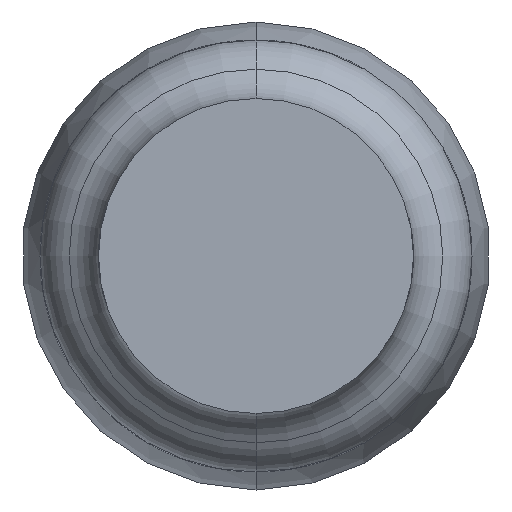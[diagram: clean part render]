
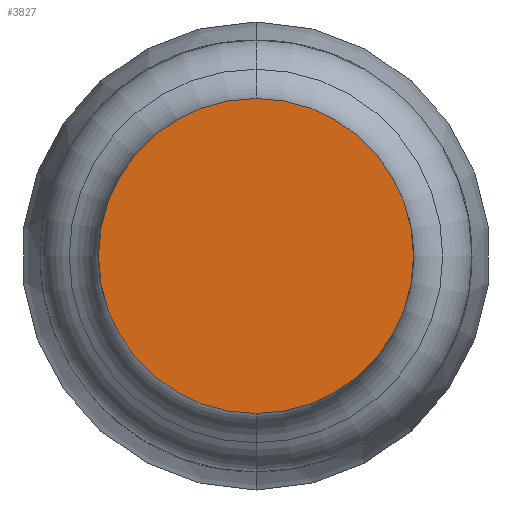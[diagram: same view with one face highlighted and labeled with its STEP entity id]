
A CAD part, front view. The second image highlights one B-rep face of the part: STEP entity #3827.
In plain terms, the highlighted planar face has unit normal (0, -1, 0).
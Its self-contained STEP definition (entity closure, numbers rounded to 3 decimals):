
#151 = ORIENTED_EDGE ( 'NONE', *, *, #2105, .F. ) ;
#194 = CARTESIAN_POINT ( 'NONE',  ( 0., -40.637, 0. ) ) ;
#219 = CARTESIAN_POINT ( 'NONE',  ( 0., -40.637, -0.35 ) ) ;
#486 = DIRECTION ( 'NONE',  ( 0., 1., 0. ) ) ;
#513 = DIRECTION ( 'NONE',  ( 0., 0., 1. ) ) ;
#1026 = FACE_OUTER_BOUND ( 'NONE', #3443, .T. ) ;
#1092 = AXIS2_PLACEMENT_3D ( 'NONE', #1753, #1724, #2392 ) ;
#1131 = VERTEX_POINT ( 'NONE', #219 ) ;
#1468 = CARTESIAN_POINT ( 'NONE',  ( 0., -40.637, 0. ) ) ;
#1503 = CIRCLE ( 'NONE', #2278, 0.35 ) ;
#1724 = DIRECTION ( 'NONE',  ( 0., 1., 0. ) ) ;
#1753 = CARTESIAN_POINT ( 'NONE',  ( 0., -40.637, 0. ) ) ;
#2105 = EDGE_CURVE ( 'Defeature ausgef�hrt1_1+Defeature ausgef�hrt1_0+Defeature ausgef�hrt1_0+Defeature ausgef�hrt1_0', #1131, #3666, #2158, .T. ) ;
#2127 = DIRECTION ( 'NONE',  ( 0., 0., 1. ) ) ;
#2158 = CIRCLE ( 'NONE', #3734, 0.35 ) ;
#2278 = AXIS2_PLACEMENT_3D ( 'NONE', #194, #486, #513 ) ;
#2392 = DIRECTION ( 'NONE',  ( 0., 0., 1. ) ) ;
#2690 = EDGE_CURVE ( 'Defeature ausgef�hrt1_1+Defeature ausgef�hrt1_0+Defeature ausgef�hrt1_0+Defeature ausgef�hrt1_0', #3666, #1131, #1503, .T. ) ;
#3415 = ORIENTED_EDGE ( 'NONE', *, *, #2690, .F. ) ;
#3443 = EDGE_LOOP ( 'NONE', ( #3415, #151 ) ) ;
#3602 = CARTESIAN_POINT ( 'NONE',  ( 0., -40.637, 0.35 ) ) ;
#3666 = VERTEX_POINT ( 'NONE', #3602 ) ;
#3693 = DIRECTION ( 'NONE',  ( 0., 1., 0. ) ) ;
#3734 = AXIS2_PLACEMENT_3D ( 'NONE', #1468, #3693, #2127 ) ;
#3760 = PLANE ( 'NONE',  #1092 ) ;
#3827 = ADVANCED_FACE ( 'Defeature ausgef�hrt1_0', ( #1026 ), #3760, .F. ) ;
